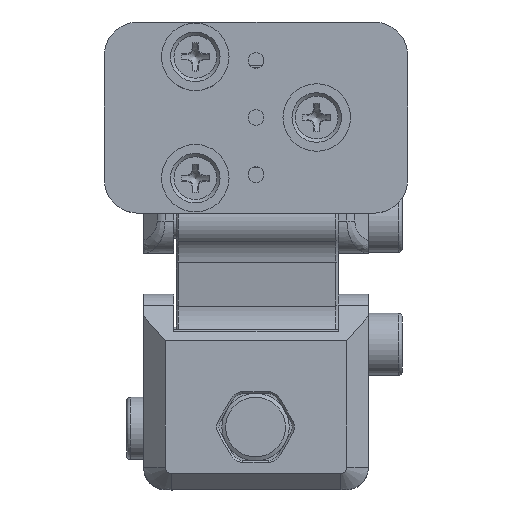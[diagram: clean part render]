
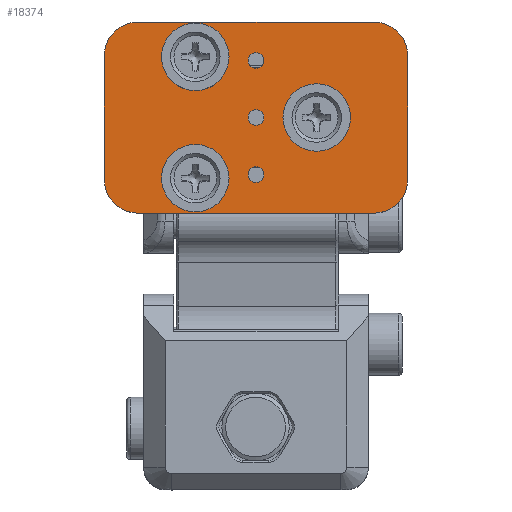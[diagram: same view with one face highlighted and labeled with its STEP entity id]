
A CAD part, top view. The second image highlights one B-rep face of the part: STEP entity #18374.
In plain terms, the highlighted planar face has unit normal (0, 0, 1).
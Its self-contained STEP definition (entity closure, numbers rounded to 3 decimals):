
#1702=PLANE('',#20072);
#2123=CIRCLE('',#20073,1.2);
#2124=CIRCLE('',#20074,1.2);
#2125=CIRCLE('',#20075,1.2);
#2126=CIRCLE('',#20076,0.7);
#2127=CIRCLE('',#20077,0.7);
#2128=CIRCLE('',#20078,0.7);
#2129=CIRCLE('',#20079,3.);
#2130=CIRCLE('',#20080,3.);
#2131=CIRCLE('',#20081,3.);
#2132=CIRCLE('',#20082,3.);
#4911=ORIENTED_EDGE('',*,*,#9146,.T.);
#4912=ORIENTED_EDGE('',*,*,#9147,.T.);
#4913=ORIENTED_EDGE('',*,*,#9148,.T.);
#4914=ORIENTED_EDGE('',*,*,#9149,.T.);
#4915=ORIENTED_EDGE('',*,*,#9150,.T.);
#4916=ORIENTED_EDGE('',*,*,#9151,.T.);
#4917=ORIENTED_EDGE('',*,*,#9152,.F.);
#4918=ORIENTED_EDGE('',*,*,#9153,.F.);
#4919=ORIENTED_EDGE('',*,*,#9154,.F.);
#4920=ORIENTED_EDGE('',*,*,#9155,.F.);
#4921=ORIENTED_EDGE('',*,*,#9156,.F.);
#4922=ORIENTED_EDGE('',*,*,#9157,.F.);
#4923=ORIENTED_EDGE('',*,*,#9158,.F.);
#4924=ORIENTED_EDGE('',*,*,#9159,.F.);
#9146=EDGE_CURVE('',#11419,#11419,#2123,.T.);
#9147=EDGE_CURVE('',#11420,#11420,#2124,.T.);
#9148=EDGE_CURVE('',#11421,#11421,#2125,.T.);
#9149=EDGE_CURVE('',#11422,#11422,#2126,.T.);
#9150=EDGE_CURVE('',#11423,#11423,#2127,.T.);
#9151=EDGE_CURVE('',#11424,#11424,#2128,.T.);
#9152=EDGE_CURVE('',#11425,#11426,#2129,.T.);
#9153=EDGE_CURVE('',#11427,#11425,#12878,.T.);
#9154=EDGE_CURVE('',#11428,#11427,#2130,.T.);
#9155=EDGE_CURVE('',#11429,#11428,#12879,.T.);
#9156=EDGE_CURVE('',#11430,#11429,#2131,.T.);
#9157=EDGE_CURVE('',#11431,#11430,#12880,.T.);
#9158=EDGE_CURVE('',#11432,#11431,#2132,.T.);
#9159=EDGE_CURVE('',#11426,#11432,#12881,.T.);
#11419=VERTEX_POINT('',#28688);
#11420=VERTEX_POINT('',#28690);
#11421=VERTEX_POINT('',#28692);
#11422=VERTEX_POINT('',#28694);
#11423=VERTEX_POINT('',#28696);
#11424=VERTEX_POINT('',#28698);
#11425=VERTEX_POINT('',#28700);
#11426=VERTEX_POINT('',#28701);
#11427=VERTEX_POINT('',#28703);
#11428=VERTEX_POINT('',#28705);
#11429=VERTEX_POINT('',#28707);
#11430=VERTEX_POINT('',#28709);
#11431=VERTEX_POINT('',#28711);
#11432=VERTEX_POINT('',#28713);
#12878=LINE('',#28702,#14249);
#12879=LINE('',#28706,#14250);
#12880=LINE('',#28710,#14251);
#12881=LINE('',#28714,#14252);
#14249=VECTOR('',#23012,1000.);
#14250=VECTOR('',#23015,1000.);
#14251=VECTOR('',#23018,1000.);
#14252=VECTOR('',#23021,1000.);
#15447=EDGE_LOOP('',(#4911));
#15448=EDGE_LOOP('',(#4912));
#15449=EDGE_LOOP('',(#4913));
#15450=EDGE_LOOP('',(#4914));
#15451=EDGE_LOOP('',(#4915));
#15452=EDGE_LOOP('',(#4916));
#15453=EDGE_LOOP('',(#4917,#4918,#4919,#4920,#4921,#4922,#4923,#4924));
#16897=FACE_BOUND('',#15447,.T.);
#16898=FACE_BOUND('',#15448,.T.);
#16899=FACE_BOUND('',#15449,.T.);
#16900=FACE_BOUND('',#15450,.T.);
#16901=FACE_BOUND('',#15451,.T.);
#16902=FACE_BOUND('',#15452,.T.);
#16903=FACE_BOUND('',#15453,.T.);
#18374=ADVANCED_FACE('',(#16897,#16898,#16899,#16900,#16901,#16902,#16903),
#1702,.T.);
#20072=AXIS2_PLACEMENT_3D('',#28686,#22996,#22997);
#20073=AXIS2_PLACEMENT_3D('',#28687,#22998,#22999);
#20074=AXIS2_PLACEMENT_3D('',#28689,#23000,#23001);
#20075=AXIS2_PLACEMENT_3D('',#28691,#23002,#23003);
#20076=AXIS2_PLACEMENT_3D('',#28693,#23004,#23005);
#20077=AXIS2_PLACEMENT_3D('',#28695,#23006,#23007);
#20078=AXIS2_PLACEMENT_3D('',#28697,#23008,#23009);
#20079=AXIS2_PLACEMENT_3D('',#28699,#23010,#23011);
#20080=AXIS2_PLACEMENT_3D('',#28704,#23013,#23014);
#20081=AXIS2_PLACEMENT_3D('',#28708,#23016,#23017);
#20082=AXIS2_PLACEMENT_3D('',#28712,#23019,#23020);
#22996=DIRECTION('',(0.,0.,1.));
#22997=DIRECTION('',(1.,0.,0.));
#22998=DIRECTION('',(0.,0.,-1.));
#22999=DIRECTION('',(1.,0.,0.));
#23000=DIRECTION('',(0.,0.,-1.));
#23001=DIRECTION('',(1.,0.,0.));
#23002=DIRECTION('',(0.,0.,-1.));
#23003=DIRECTION('',(1.,0.,0.));
#23004=DIRECTION('',(0.,0.,-1.));
#23005=DIRECTION('',(1.,0.,0.));
#23006=DIRECTION('',(0.,0.,-1.));
#23007=DIRECTION('',(1.,0.,0.));
#23008=DIRECTION('',(0.,0.,-1.));
#23009=DIRECTION('',(1.,0.,0.));
#23010=DIRECTION('',(0.,0.,-1.));
#23011=DIRECTION('',(0.707,0.707,0.));
#23012=DIRECTION('',(1.,0.,0.));
#23013=DIRECTION('',(0.,0.,-1.));
#23014=DIRECTION('',(-0.707,0.707,0.));
#23015=DIRECTION('',(0.,1.,0.));
#23016=DIRECTION('',(0.,0.,-1.));
#23017=DIRECTION('',(-0.707,-0.707,0.));
#23018=DIRECTION('',(-1.,0.,0.));
#23019=DIRECTION('',(0.,0.,-1.));
#23020=DIRECTION('',(0.707,-0.707,0.));
#23021=DIRECTION('',(0.,-1.,0.));
#28686=CARTESIAN_POINT('',(13.5,-8.5,0.));
#28687=CARTESIAN_POINT('',(8.1,-13.9,0.));
#28688=CARTESIAN_POINT('',(9.3,-13.9,0.));
#28689=CARTESIAN_POINT('',(18.9,-8.5,0.));
#28690=CARTESIAN_POINT('',(20.1,-8.5,0.));
#28691=CARTESIAN_POINT('',(8.1,-3.1,0.));
#28692=CARTESIAN_POINT('',(9.3,-3.1,0.));
#28693=CARTESIAN_POINT('',(13.5,-13.58,0.));
#28694=CARTESIAN_POINT('',(14.2,-13.58,0.));
#28695=CARTESIAN_POINT('',(13.5,-3.42,0.));
#28696=CARTESIAN_POINT('',(14.2,-3.42,0.));
#28697=CARTESIAN_POINT('',(13.5,-8.5,0.));
#28698=CARTESIAN_POINT('',(14.2,-8.5,0.));
#28699=CARTESIAN_POINT('',(24.,-3.,0.));
#28700=CARTESIAN_POINT('',(24.,0.,0.));
#28701=CARTESIAN_POINT('',(27.,-3.,0.));
#28702=CARTESIAN_POINT('',(0.,0.,0.));
#28703=CARTESIAN_POINT('',(3.,0.,0.));
#28704=CARTESIAN_POINT('',(3.,-3.,0.));
#28705=CARTESIAN_POINT('',(0.,-3.,0.));
#28706=CARTESIAN_POINT('',(0.,-17.,0.));
#28707=CARTESIAN_POINT('',(0.,-14.,0.));
#28708=CARTESIAN_POINT('',(3.,-14.,0.));
#28709=CARTESIAN_POINT('',(3.,-17.,0.));
#28710=CARTESIAN_POINT('',(27.,-17.,0.));
#28711=CARTESIAN_POINT('',(24.,-17.,0.));
#28712=CARTESIAN_POINT('',(24.,-14.,0.));
#28713=CARTESIAN_POINT('',(27.,-14.,0.));
#28714=CARTESIAN_POINT('',(27.,0.,0.));
